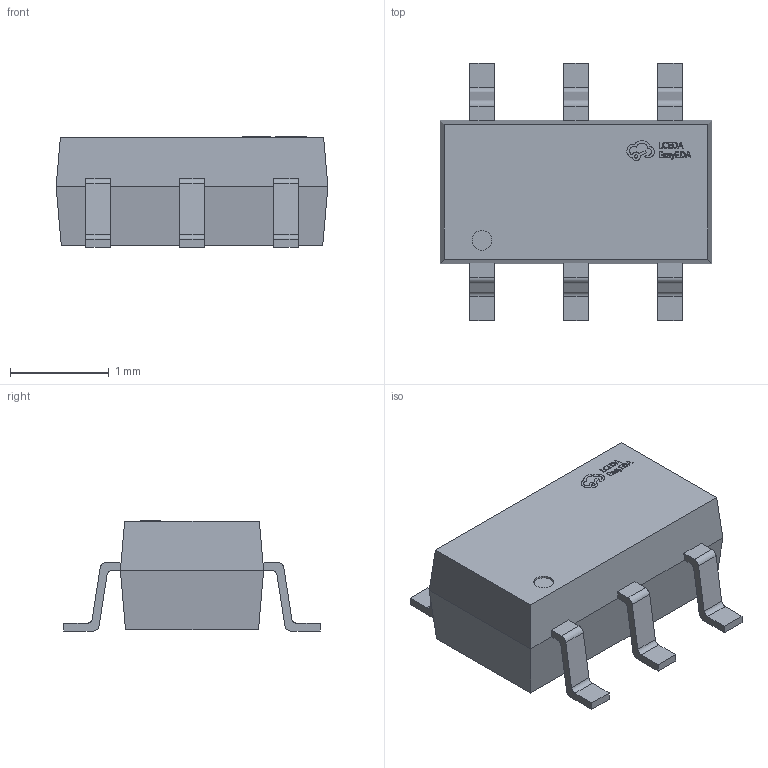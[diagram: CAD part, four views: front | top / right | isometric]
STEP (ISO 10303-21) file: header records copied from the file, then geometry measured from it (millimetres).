
FILE_DESCRIPTION (( 'STEP AP214' ), '1' );
FILE_NAME ('SOT-23-6_L2.9-W1.6-P0.95-LS2.7-BL.step', '2022-07-26T11:06:44', ( '' ), ( '' ), 'SwSTEP 2.0', 'SolidWorks 2020', '' );
FILE_SCHEMA (( 'AUTOMOTIVE_DESIGN' ));
Length unit declared in the file: millimetre
Products named in the file (1): SOT-23-6_L2.9-W1.6-P0.95-LS2.7-BL
Bounding box: 2.75 x 2.6 x 1.11 mm (x, y, z)
Volume: 4.3 mm3; surface area: 20.6 mm2
Topology: 14 solids, 14 shells, 378 faces, 1010 edges, 668 vertices
Faces by surface type: plane 241, bspline 111, cylinder 26
Entity records: 16715 total; most frequent: CARTESIAN_POINT 3748, ORIENTED_EDGE 2020, DIRECTION 1331, EDGE_CURVE 1010, VECTOR 691, LINE 691, VERTEX_POINT 668, EDGE_LOOP 398
